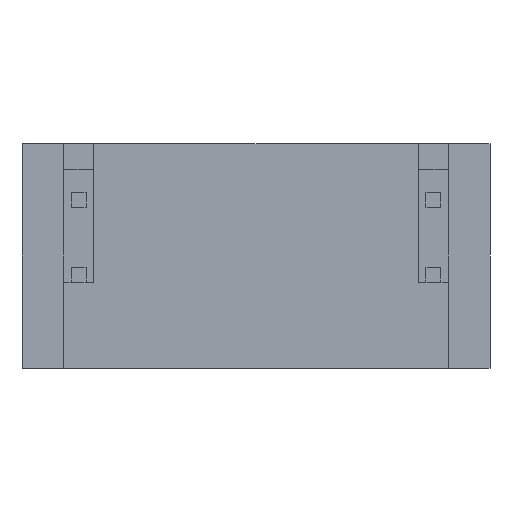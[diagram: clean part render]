
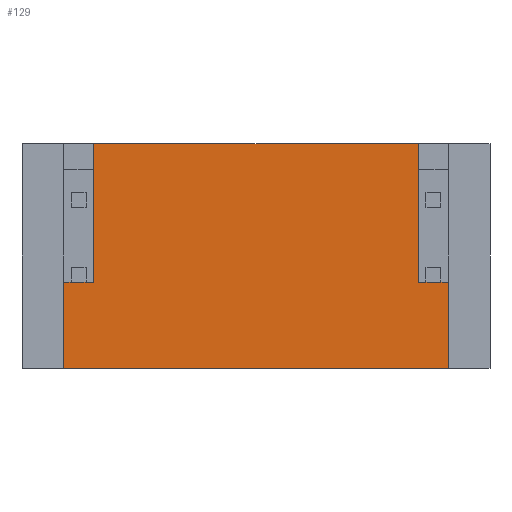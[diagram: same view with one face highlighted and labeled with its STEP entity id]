
A CAD part, front view. The second image highlights one B-rep face of the part: STEP entity #129.
In plain terms, the highlighted planar face has unit normal (0, -1, 0).
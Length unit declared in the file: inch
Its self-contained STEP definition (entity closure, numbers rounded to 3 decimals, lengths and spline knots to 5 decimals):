
#129=ADVANCED_FACE('',(#369),#255,.F.);
#255=PLANE('',#2746);
#369=FACE_OUTER_BOUND('',#495,.T.);
#495=EDGE_LOOP('',(#738,#739,#740,#741,#742,#743,#744,#745,#746,#747,#748,
#749));
#738=ORIENTED_EDGE('',*,*,#1688,.T.);
#739=ORIENTED_EDGE('',*,*,#1745,.T.);
#740=ORIENTED_EDGE('',*,*,#1702,.F.);
#741=ORIENTED_EDGE('',*,*,#1746,.T.);
#742=ORIENTED_EDGE('',*,*,#1747,.T.);
#743=ORIENTED_EDGE('',*,*,#1748,.T.);
#744=ORIENTED_EDGE('',*,*,#1716,.F.);
#745=ORIENTED_EDGE('',*,*,#1749,.F.);
#746=ORIENTED_EDGE('',*,*,#1700,.T.);
#747=ORIENTED_EDGE('',*,*,#1750,.F.);
#748=ORIENTED_EDGE('',*,*,#1751,.F.);
#749=ORIENTED_EDGE('',*,*,#1752,.F.);
#1437=VERTEX_POINT('',#3619);
#1438=VERTEX_POINT('',#3621);
#1449=VERTEX_POINT('',#3644);
#1450=VERTEX_POINT('',#3646);
#1451=VERTEX_POINT('',#3650);
#1452=VERTEX_POINT('',#3651);
#1465=VERTEX_POINT('',#3678);
#1466=VERTEX_POINT('',#3680);
#1492=VERTEX_POINT('',#3740);
#1493=VERTEX_POINT('',#3742);
#1494=VERTEX_POINT('',#3746);
#1495=VERTEX_POINT('',#3748);
#1688=EDGE_CURVE('',#1438,#1437,#2062,.T.);
#1700=EDGE_CURVE('',#1450,#1449,#2074,.T.);
#1702=EDGE_CURVE('',#1451,#1452,#2076,.T.);
#1716=EDGE_CURVE('',#1465,#1466,#2090,.T.);
#1745=EDGE_CURVE('',#1437,#1452,#2119,.T.);
#1746=EDGE_CURVE('',#1451,#1492,#2120,.T.);
#1747=EDGE_CURVE('',#1492,#1493,#2121,.T.);
#1748=EDGE_CURVE('',#1493,#1466,#2122,.T.);
#1749=EDGE_CURVE('',#1450,#1465,#2123,.T.);
#1750=EDGE_CURVE('',#1494,#1449,#2124,.T.);
#1751=EDGE_CURVE('',#1495,#1494,#2125,.T.);
#1752=EDGE_CURVE('',#1438,#1495,#2126,.T.);
#2062=LINE('',#3620,#2415);
#2074=LINE('',#3645,#2427);
#2076=LINE('',#3649,#2429);
#2090=LINE('',#3679,#2443);
#2119=LINE('',#3738,#2472);
#2120=LINE('',#3739,#2473);
#2121=LINE('',#3741,#2474);
#2122=LINE('',#3743,#2475);
#2123=LINE('',#3744,#2476);
#2124=LINE('',#3745,#2477);
#2125=LINE('',#3747,#2478);
#2126=LINE('',#3749,#2479);
#2415=VECTOR('',#2936,1.);
#2427=VECTOR('',#2950,1.);
#2429=VECTOR('',#2954,1.);
#2443=VECTOR('',#2970,1.);
#2472=VECTOR('',#3007,1.);
#2473=VECTOR('',#3008,1.);
#2474=VECTOR('',#3009,1.);
#2475=VECTOR('',#3010,1.);
#2476=VECTOR('',#3011,1.);
#2477=VECTOR('',#3012,1.);
#2478=VECTOR('',#3013,1.);
#2479=VECTOR('',#3014,1.);
#2746=AXIS2_PLACEMENT_3D('',#3750,#3015,#3016);
#2936=DIRECTION('',(0.,0.,1.));
#2950=DIRECTION('',(0.,0.,1.));
#2954=DIRECTION('',(0.,0.,1.));
#2970=DIRECTION('',(0.,0.,1.));
#3007=DIRECTION('',(-1.,0.,0.));
#3008=DIRECTION('',(-1.,0.,0.));
#3009=DIRECTION('',(-1.,0.,0.));
#3010=DIRECTION('',(-1.,0.,0.));
#3011=DIRECTION('',(-1.,0.,0.));
#3012=DIRECTION('',(1.,0.,0.));
#3013=DIRECTION('',(1.,0.,0.));
#3014=DIRECTION('',(1.,0.,0.));
#3015=DIRECTION('',(0.,1.,0.));
#3016=DIRECTION('',(0.,0.,-1.));
#3619=CARTESIAN_POINT('',(0.217,-0.09,0.125));
#3620=CARTESIAN_POINT('',(0.217,-0.09,-0.11657));
#3621=CARTESIAN_POINT('',(0.217,-0.09,-0.06));
#3644=CARTESIAN_POINT('',(0.257,-0.09,-0.06));
#3645=CARTESIAN_POINT('',(0.257,-0.09,0.125));
#3646=CARTESIAN_POINT('',(0.257,-0.09,-0.175));
#3649=CARTESIAN_POINT('',(-0.217,-0.09,-0.11657));
#3650=CARTESIAN_POINT('',(-0.217,-0.09,-0.06));
#3651=CARTESIAN_POINT('',(-0.217,-0.09,0.125));
#3678=CARTESIAN_POINT('',(-0.257,-0.09,-0.175));
#3679=CARTESIAN_POINT('',(-0.257,-0.09,-0.175));
#3680=CARTESIAN_POINT('',(-0.257,-0.09,-0.06));
#3738=CARTESIAN_POINT('',(-0.3125,-0.09,0.125));
#3739=CARTESIAN_POINT('',(-0.257,-0.09,-0.06));
#3740=CARTESIAN_POINT('',(-0.22685,-0.09,-0.06));
#3741=CARTESIAN_POINT('',(-0.257,-0.09,-0.06));
#3742=CARTESIAN_POINT('',(-0.24685,-0.09,-0.06));
#3743=CARTESIAN_POINT('',(-0.257,-0.09,-0.06));
#3744=CARTESIAN_POINT('',(-0.3125,-0.09,-0.175));
#3745=CARTESIAN_POINT('',(0.257,-0.09,-0.06));
#3746=CARTESIAN_POINT('',(0.247,-0.09,-0.06));
#3747=CARTESIAN_POINT('',(0.257,-0.09,-0.06));
#3748=CARTESIAN_POINT('',(0.227,-0.09,-0.06));
#3749=CARTESIAN_POINT('',(0.257,-0.09,-0.06));
#3750=CARTESIAN_POINT('',(-0.3125,-0.09,-0.175));
